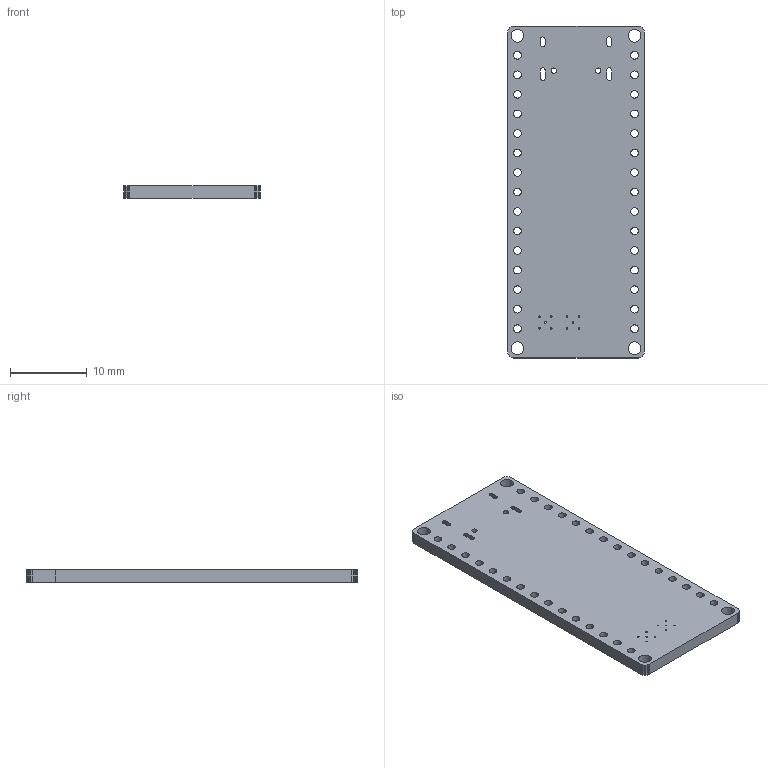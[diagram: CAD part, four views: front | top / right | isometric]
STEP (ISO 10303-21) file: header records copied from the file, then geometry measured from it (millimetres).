
FILE_DESCRIPTION(('PTSolns Nano Flip 3V3'),'2;1');
FILE_NAME( 'PTSolns_Nano_Flip_3V3.STEP', '2025-08-19T14:38:16', ('PTSolns'), (''), 'v1.0', '', '');
FILE_SCHEMA(('AUTOMOTIVE_DESIGN { 1 0 10303 214 1 1 1 1 }'));
Length unit declared in the file: millimetre
Products named in the file (2): PTSolns_Nano_Flip_3V3 1; _autosave-Nano PCB
Assembly tree (1 placements, depth 2):
  PTSolns_Nano_Flip_3V3 1
    _autosave-Nano PCB
Bounding box: 17.78 x 43.18 x 1.6 mm (x, y, z)
Volume: 1169.1 mm3; surface area: 1878.8 mm2
Topology: 1 solids, 1 shells, 162 faces, 480 edges, 320 vertices
Faces by surface type: plane 116, cylinder 46
Full cylindrical faces by diameter (mm): 0.2 x10, 0.7 x2, 1 x30, 1.651 x4
Entity records: 12161 total; most frequent: CARTESIAN_POINT 2476, DIRECTION 1768, LINE 1256, VECTOR 1256, ORIENTED_EDGE 960, PCURVE 960, DEFINITIONAL_REPRESENTATION 960, EDGE_CURVE 480
